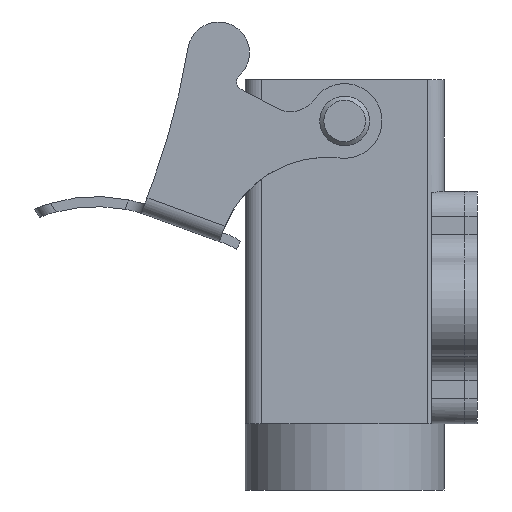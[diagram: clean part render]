
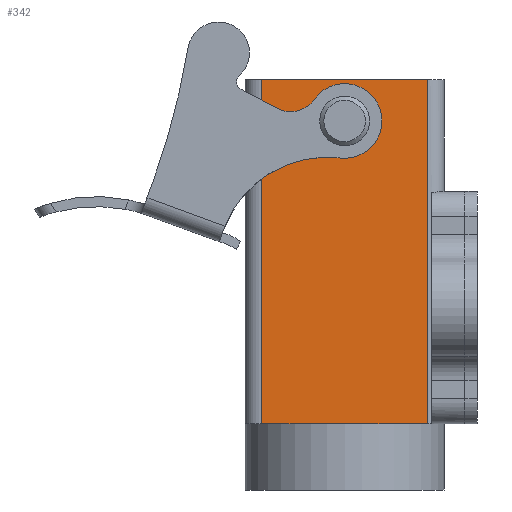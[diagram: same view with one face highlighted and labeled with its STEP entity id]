
A CAD part, left-side view. The second image highlights one B-rep face of the part: STEP entity #342.
In plain terms, the highlighted planar face has unit normal (-1, 0, 0).
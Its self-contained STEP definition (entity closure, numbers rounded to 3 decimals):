
#28 = EDGE_CURVE ( 'NONE', #3973, #3973, #4351, .T. ) ;
#152 = EDGE_CURVE ( 'NONE', #5465, #5595, #4898, .T. ) ;
#201 = EDGE_CURVE ( 'NONE', #5595, #5343, #4890, .T. ) ;
#226 = EDGE_CURVE ( 'NONE', #2548, #5343, #4616, .T. ) ;
#235 = EDGE_CURVE ( 'NONE', #5465, #2608, #4727, .T. ) ;
#236 = EDGE_CURVE ( 'NONE', #2608, #2548, #4810, .T. ) ;
#342 = ADVANCED_FACE ( 'NONE', ( #509, #550 ), #3861, .T. ) ;
#509 = FACE_OUTER_BOUND ( 'NONE', #5331, .T. ) ;
#550 = FACE_BOUND ( 'NONE', #5191, .T. ) ;
#697 = CARTESIAN_POINT ( 'NONE',  ( 2., 24.5, -26. ) ) ;
#698 = DIRECTION ( 'NONE',  ( 0., 0., -1. ) ) ;
#718 = CARTESIAN_POINT ( 'NONE',  ( 2., 4.5, 13.5 ) ) ;
#720 = CARTESIAN_POINT ( 'NONE',  ( 2., 2.5, 13.5 ) ) ;
#721 = DIRECTION ( 'NONE',  ( 0., 1., 0. ) ) ;
#725 = DIRECTION ( 'NONE',  ( 0., 0., 1. ) ) ;
#1070 = DIRECTION ( 'NONE',  ( 0., 1., 0. ) ) ;
#1078 = CARTESIAN_POINT ( 'NONE',  ( 2., 4.5, -28. ) ) ;
#1574 = CARTESIAN_POINT ( 'NONE',  ( 2., 14.5, 8.5 ) ) ;
#1577 = DIRECTION ( 'NONE',  ( -1., 0., 0. ) ) ;
#1585 = DIRECTION ( 'NONE',  ( 0., 0., 1. ) ) ;
#1967 = CARTESIAN_POINT ( 'NONE',  ( 2., 4.5, -28. ) ) ;
#1970 = DIRECTION ( 'NONE',  ( 0., 1., 0. ) ) ;
#2254 = AXIS2_PLACEMENT_3D ( 'NONE', #3881, #3518, #3701 ) ;
#2548 = VERTEX_POINT ( 'NONE', #3237 ) ;
#2608 = VERTEX_POINT ( 'NONE', #3846 ) ;
#3184 = CARTESIAN_POINT ( 'NONE',  ( 2., 24.5, -28. ) ) ;
#3237 = CARTESIAN_POINT ( 'NONE',  ( 2., 24.5, 13.5 ) ) ;
#3518 = DIRECTION ( 'NONE',  ( -1., 0., 0. ) ) ;
#3701 = DIRECTION ( 'NONE',  ( 0., 0., 1. ) ) ;
#3836 = CARTESIAN_POINT ( 'NONE',  ( 2., 14.5, 10.5 ) ) ;
#3846 = CARTESIAN_POINT ( 'NONE',  ( 2., 4.5, 13.5 ) ) ;
#3861 = PLANE ( 'NONE',  #2254 ) ;
#3870 = CARTESIAN_POINT ( 'NONE',  ( 2., 14.5, -28. ) ) ;
#3881 = CARTESIAN_POINT ( 'NONE',  ( 2., 2.5, -26. ) ) ;
#3917 = CARTESIAN_POINT ( 'NONE',  ( 2., 4.5, -28. ) ) ;
#3973 = VERTEX_POINT ( 'NONE', #3836 ) ;
#4065 = VECTOR ( 'NONE', #1970, 1000. ) ;
#4104 = VECTOR ( 'NONE', #1070, 1000. ) ;
#4159 = VECTOR ( 'NONE', #725, 1000. ) ;
#4177 = VECTOR ( 'NONE', #721, 1000. ) ;
#4185 = VECTOR ( 'NONE', #698, 1000. ) ;
#4351 = CIRCLE ( 'NONE', #4406, 2. ) ;
#4406 = AXIS2_PLACEMENT_3D ( 'NONE', #1574, #1577, #1585 ) ;
#4616 = LINE ( 'NONE', #697, #4185 ) ;
#4727 = LINE ( 'NONE', #718, #4159 ) ;
#4810 = LINE ( 'NONE', #720, #4177 ) ;
#4890 = LINE ( 'NONE', #1078, #4104 ) ;
#4898 = LINE ( 'NONE', #1967, #4065 ) ;
#4935 = ORIENTED_EDGE ( 'NONE', *, *, #152, .F. ) ;
#5037 = ORIENTED_EDGE ( 'NONE', *, *, #226, .T. ) ;
#5140 = ORIENTED_EDGE ( 'NONE', *, *, #201, .F. ) ;
#5147 = ORIENTED_EDGE ( 'NONE', *, *, #235, .T. ) ;
#5191 = EDGE_LOOP ( 'NONE', ( #5567 ) ) ;
#5331 = EDGE_LOOP ( 'NONE', ( #5037, #5140, #4935, #5147, #5529 ) ) ;
#5343 = VERTEX_POINT ( 'NONE', #3184 ) ;
#5465 = VERTEX_POINT ( 'NONE', #3917 ) ;
#5529 = ORIENTED_EDGE ( 'NONE', *, *, #236, .T. ) ;
#5567 = ORIENTED_EDGE ( 'NONE', *, *, #28, .F. ) ;
#5595 = VERTEX_POINT ( 'NONE', #3870 ) ;
